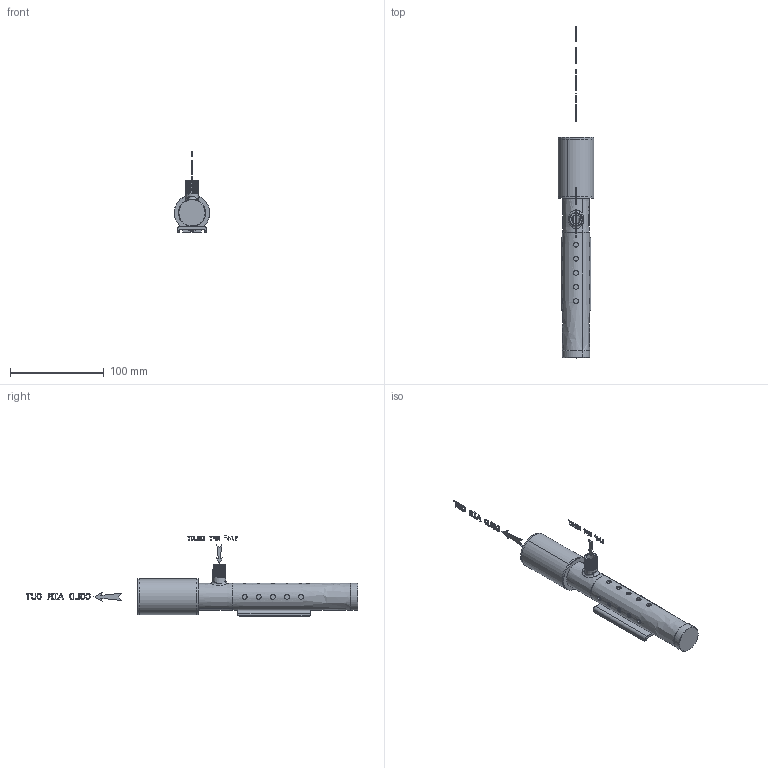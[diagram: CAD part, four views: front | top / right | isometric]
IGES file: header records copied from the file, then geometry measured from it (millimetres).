
Start section: START RECORD GO HERE.
Global section: file name: Tool Cooler_56025.igs; native system: DASSAULT SYSTEMES CATIA V5 R20 - www.3ds.com; preprocessor: CATIA Version 5 Release 20 ; author: Chirag Shah; organization: INTRITECH; date: 20181208.142835; units: millimetre
Bounding box: 38.09 x 353.35 x 85.22 mm (x, y, z)
Volume: 182537.5 mm3; surface area: 44970.8 mm2
Topology: 28 solids, 28 shells, 1001 faces, 2592 edges, 1691 vertices
Faces by surface type: plane 754, revolution 169, bspline 78
